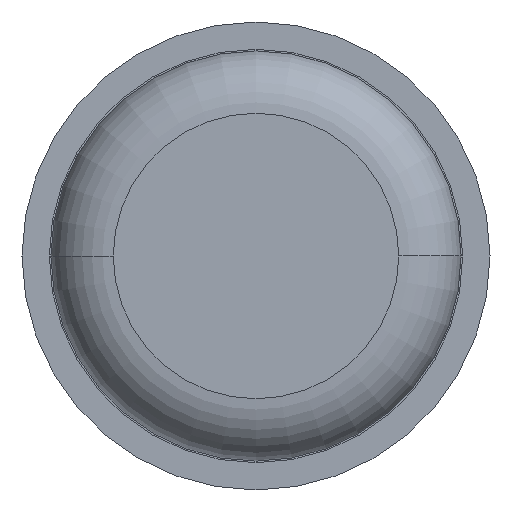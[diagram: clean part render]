
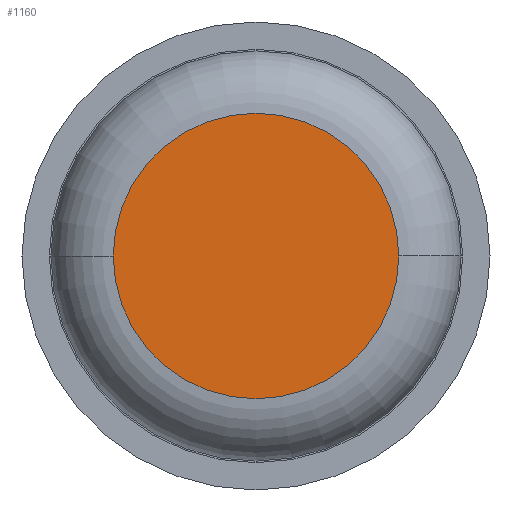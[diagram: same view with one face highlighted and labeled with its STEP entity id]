
A CAD part, front view. The second image highlights one B-rep face of the part: STEP entity #1160.
In plain terms, the highlighted planar face has unit normal (0, -1, 0).
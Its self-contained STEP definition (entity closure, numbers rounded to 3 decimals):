
#94 = CARTESIAN_POINT ( 'NONE',  ( 0.915, 0., 0. ) ) ;
#176 = DIRECTION ( 'NONE',  ( -1., 0., 0. ) ) ;
#186 = DIRECTION ( 'NONE',  ( -1., 0., 0. ) ) ;
#288 = FACE_OUTER_BOUND ( 'NONE', #1943, .T. ) ;
#439 = DIRECTION ( 'NONE',  ( 0., 1., 0. ) ) ;
#521 = ORIENTED_EDGE ( 'NONE', *, *, #2337, .T. ) ;
#1072 = DIRECTION ( 'NONE',  ( -1., 0., 0. ) ) ;
#1160 = ADVANCED_FACE ( 'Defeature ausgef�hrt1_6', ( #288 ), #1351, .F. ) ;
#1331 = CIRCLE ( 'NONE', #1638, 0.915 ) ;
#1351 = PLANE ( 'NONE',  #1371 ) ;
#1371 = AXIS2_PLACEMENT_3D ( 'NONE', #2229, #439, #176 ) ;
#1561 = EDGE_CURVE ( 'Defeature ausgef�hrt1_6+Defeature ausgef�hrt1_7+Defeature ausgef�hrt1_7+Defeature ausgef�hrt1_7', #3086, #2126, #1565, .T. ) ;
#1565 = CIRCLE ( 'NONE', #3211, 0.915 ) ;
#1612 = CARTESIAN_POINT ( 'NONE',  ( 0., 0., 0. ) ) ;
#1638 = AXIS2_PLACEMENT_3D ( 'NONE', #3330, #3723, #186 ) ;
#1903 = DIRECTION ( 'NONE',  ( 0., -1., 0. ) ) ;
#1943 = EDGE_LOOP ( 'NONE', ( #521, #3200 ) ) ;
#2078 = CARTESIAN_POINT ( 'NONE',  ( -0.915, 0., 0. ) ) ;
#2126 = VERTEX_POINT ( 'NONE', #2078 ) ;
#2229 = CARTESIAN_POINT ( 'NONE',  ( 0., 0., 0. ) ) ;
#2337 = EDGE_CURVE ( 'Defeature ausgef�hrt1_6+Defeature ausgef�hrt1_7+Defeature ausgef�hrt1_7+Defeature ausgef�hrt1_7', #2126, #3086, #1331, .T. ) ;
#3086 = VERTEX_POINT ( 'NONE', #94 ) ;
#3200 = ORIENTED_EDGE ( 'NONE', *, *, #1561, .T. ) ;
#3211 = AXIS2_PLACEMENT_3D ( 'NONE', #1612, #1903, #1072 ) ;
#3330 = CARTESIAN_POINT ( 'NONE',  ( 0., 0., 0. ) ) ;
#3723 = DIRECTION ( 'NONE',  ( 0., -1., 0. ) ) ;
